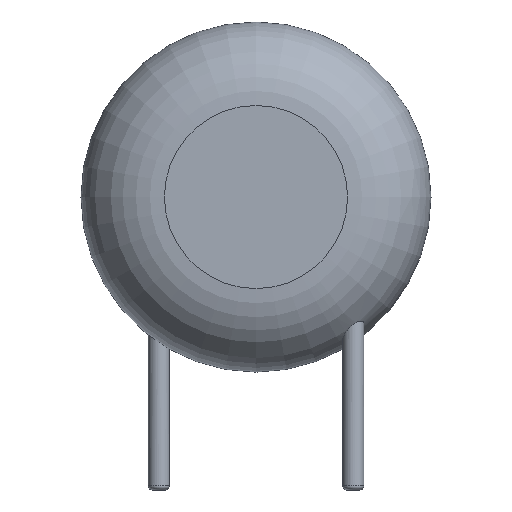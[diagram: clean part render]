
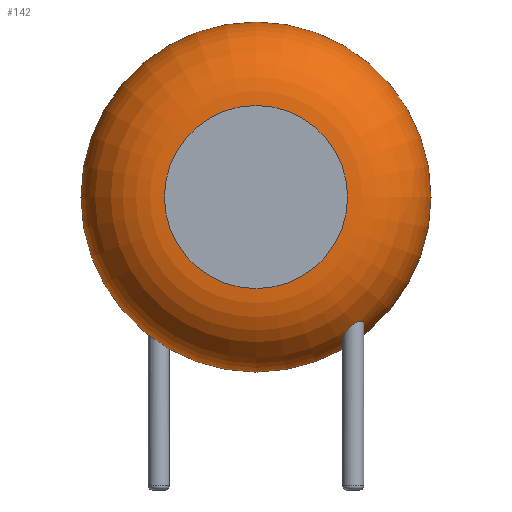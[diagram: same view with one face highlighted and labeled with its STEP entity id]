
A CAD part, front view. The second image highlights one B-rep face of the part: STEP entity #142.
In plain terms, the highlighted toroidal (fillet/blend) face has major radius 2.354 mm and minor radius 2.146 mm.
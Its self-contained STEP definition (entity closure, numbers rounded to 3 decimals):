
#24 = VERTEX_POINT('',#25);
#25 = CARTESIAN_POINT('',(7.,-1.054,4.53));
#31 = EDGE_CURVE('',#24,#24,#32,.T.);
#32 = CIRCLE('',#33,4.5);
#33 = AXIS2_PLACEMENT_3D('',#34,#35,#36);
#34 = CARTESIAN_POINT('',(2.5,-1.054,4.53));
#35 = DIRECTION('',(0.,-1.,0.));
#36 = DIRECTION('',(1.,0.,0.));
#142 = ADVANCED_FACE('',(#143,#163),#228,.T.);
#143 = FACE_BOUND('',#144,.T.);
#144 = EDGE_LOOP('',(#145,#146,#155,#162));
#145 = ORIENTED_EDGE('',*,*,#31,.T.);
#146 = ORIENTED_EDGE('',*,*,#147,.T.);
#147 = EDGE_CURVE('',#24,#148,#150,.T.);
#148 = VERTEX_POINT('',#149);
#149 = CARTESIAN_POINT('',(4.854,-3.2,4.53));
#150 = CIRCLE('',#151,2.146);
#151 = AXIS2_PLACEMENT_3D('',#152,#153,#154);
#152 = CARTESIAN_POINT('',(4.854,-1.054,4.53));
#153 = DIRECTION('',(0.,0.,-1.));
#154 = DIRECTION('',(1.,0.,0.));
#155 = ORIENTED_EDGE('',*,*,#156,.F.);
#156 = EDGE_CURVE('',#148,#148,#157,.T.);
#157 = CIRCLE('',#158,2.354);
#158 = AXIS2_PLACEMENT_3D('',#159,#160,#161);
#159 = CARTESIAN_POINT('',(2.5,-3.2,4.53));
#160 = DIRECTION('',(0.,-1.,0.));
#161 = DIRECTION('',(1.,0.,0.));
#162 = ORIENTED_EDGE('',*,*,#147,.F.);
#163 = FACE_BOUND('',#164,.T.);
#164 = EDGE_LOOP('',(#165,#188));
#165 = ORIENTED_EDGE('',*,*,#166,.T.);
#166 = EDGE_CURVE('',#167,#169,#171,.T.);
#167 = VERTEX_POINT('',#168);
#168 = CARTESIAN_POINT('',(5.27,-2.,1.267));
#169 = VERTEX_POINT('',#170);
#170 = CARTESIAN_POINT('',(4.869,-1.764,0.847)
);
#171 = B_SPLINE_CURVE_WITH_KNOTS('',8,(#172,#173,#174,#175,#176,#177,
#178,#179,#180,#181,#182,#183,#184,#185,#186,#187),.UNSPECIFIED.,.F.
,.F.,(9,7,9),(0.,0.362,1.),.UNSPECIFIED.);
#172 = CARTESIAN_POINT('',(5.27,-2.,1.267));
#173 = CARTESIAN_POINT('',(5.27,-1.975,1.251));
#174 = CARTESIAN_POINT('',(5.267,-1.95,1.233)
);
#175 = CARTESIAN_POINT('',(5.262,-1.925,1.214
));
#176 = CARTESIAN_POINT('',(5.254,-1.902,1.194
));
#177 = CARTESIAN_POINT('',(5.244,-1.879,1.174
));
#178 = CARTESIAN_POINT('',(5.232,-1.858,1.152
));
#179 = CARTESIAN_POINT('',(5.217,-1.838,1.131
));
#180 = CARTESIAN_POINT('',(5.172,-1.787,1.07
));
#181 = CARTESIAN_POINT('',(5.137,-1.76,1.031
));
#182 = CARTESIAN_POINT('',(5.096,-1.739,0.992
));
#183 = CARTESIAN_POINT('',(5.052,-1.726,0.954
));
#184 = CARTESIAN_POINT('',(5.004,-1.721,0.919
));
#185 = CARTESIAN_POINT('',(4.956,-1.726,0.888
));
#186 = CARTESIAN_POINT('',(4.91,-1.741,0.864
));
#187 = CARTESIAN_POINT('',(4.869,-1.764,0.847)
);
#188 = ORIENTED_EDGE('',*,*,#189,.T.);
#189 = EDGE_CURVE('',#169,#167,#190,.T.);
#190 = B_SPLINE_CURVE_WITH_KNOTS('',6,(#191,#192,#193,#194,#195,#196,
#197,#198,#199,#200,#201,#202,#203,#204,#205,#206,#207,#208,#209,
#210,#211,#212,#213,#214,#215,#216,#217,#218,#219,#220,#221,#222,
#223,#224,#225,#226,#227),.UNSPECIFIED.,.F.,.F.,(7,5,5,5,5,5,5,7),(
0.,0.11,0.294,0.465,0.624,
0.782,0.913,1.),.UNSPECIFIED.);
#191 = CARTESIAN_POINT('',(4.869,-1.764,0.847)
);
#192 = CARTESIAN_POINT('',(4.849,-1.775,0.839
));
#193 = CARTESIAN_POINT('',(4.831,-1.787,0.833)
);
#194 = CARTESIAN_POINT('',(4.814,-1.802,0.828
));
#195 = CARTESIAN_POINT('',(4.799,-1.818,0.826)
);
#196 = CARTESIAN_POINT('',(4.785,-1.835,0.825
));
#197 = CARTESIAN_POINT('',(4.754,-1.883,0.829
));
#198 = CARTESIAN_POINT('',(4.739,-1.917,0.836)
);
#199 = CARTESIAN_POINT('',(4.73,-1.951,0.849)
);
#200 = CARTESIAN_POINT('',(4.727,-1.986,0.866
));
#201 = CARTESIAN_POINT('',(4.729,-2.021,0.888
));
#202 = CARTESIAN_POINT('',(4.742,-2.084,0.935)
);
#203 = CARTESIAN_POINT('',(4.752,-2.114,0.96
));
#204 = CARTESIAN_POINT('',(4.766,-2.141,0.988
));
#205 = CARTESIAN_POINT('',(4.784,-2.166,1.017)
);
#206 = CARTESIAN_POINT('',(4.804,-2.188,1.048
));
#207 = CARTESIAN_POINT('',(4.849,-2.226,1.107
));
#208 = CARTESIAN_POINT('',(4.874,-2.241,1.136
));
#209 = CARTESIAN_POINT('',(4.9,-2.254,1.164
));
#210 = CARTESIAN_POINT('',(4.928,-2.263,1.192
));
#211 = CARTESIAN_POINT('',(4.957,-2.268,1.219)
);
#212 = CARTESIAN_POINT('',(5.017,-2.271,1.266
));
#213 = CARTESIAN_POINT('',(5.047,-2.269,1.288
));
#214 = CARTESIAN_POINT('',(5.078,-2.262,1.306
));
#215 = CARTESIAN_POINT('',(5.107,-2.251,1.32
));
#216 = CARTESIAN_POINT('',(5.135,-2.236,1.33
));
#217 = CARTESIAN_POINT('',(5.181,-2.202,1.34
));
#218 = CARTESIAN_POINT('',(5.201,-2.184,1.341
));
#219 = CARTESIAN_POINT('',(5.218,-2.164,1.339
));
#220 = CARTESIAN_POINT('',(5.232,-2.142,1.335
));
#221 = CARTESIAN_POINT('',(5.244,-2.119,1.327
));
#222 = CARTESIAN_POINT('',(5.258,-2.08,1.312
));
#223 = CARTESIAN_POINT('',(5.263,-2.064,1.304
));
#224 = CARTESIAN_POINT('',(5.267,-2.048,1.296)
);
#225 = CARTESIAN_POINT('',(5.269,-2.032,1.287
));
#226 = CARTESIAN_POINT('',(5.27,-2.016,1.277));
#227 = CARTESIAN_POINT('',(5.27,-2.,1.267));
#228 = TOROIDAL_SURFACE('',#229,2.354,2.146);
#229 = AXIS2_PLACEMENT_3D('',#230,#231,#232);
#230 = CARTESIAN_POINT('',(2.5,-1.054,4.53));
#231 = DIRECTION('',(0.,-1.,0.));
#232 = DIRECTION('',(1.,0.,0.));
